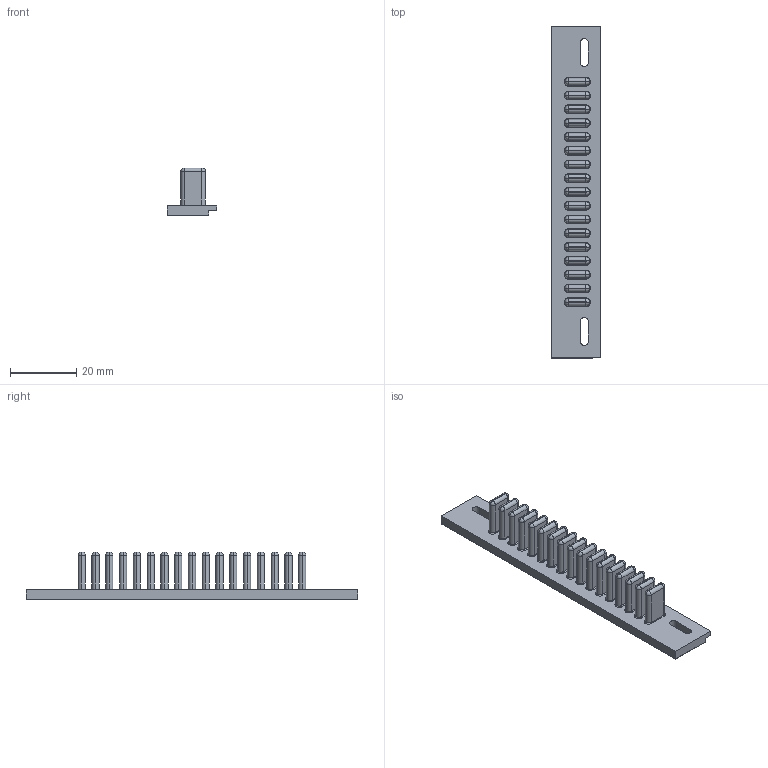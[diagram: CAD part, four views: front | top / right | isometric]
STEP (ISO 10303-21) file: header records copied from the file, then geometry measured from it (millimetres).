
FILE_DESCRIPTION (( 'STEP AP203' ), '1' );
FILE_NAME ('SB_B1R3p2.STEP', '2021-03-31T08:42:53', ( '' ), ( '' ), 'SwSTEP 2.0', 'SolidWorks 2020', '' );
FILE_SCHEMA (( 'CONFIG_CONTROL_DESIGN' ));
Length unit declared in the file: millimetre
Products named in the file (1): SB_B1R3p2
Bounding box: 15 x 100 x 14.4 mm (x, y, z)
Volume: 6864 mm3; surface area: 6896 mm2
Topology: 1 solids, 1 shells, 308 faces, 712 edges, 423 vertices
Faces by surface type: cylinder 126, torus 119, plane 63
Entity records: 8873 total; most frequent: DIRECTION 1780, CARTESIAN_POINT 1450, ORIENTED_EDGE 1424, AXIS2_PLACEMENT_3D 761, EDGE_CURVE 712, CIRCLE 452, VERTEX_POINT 423, EDGE_LOOP 329
